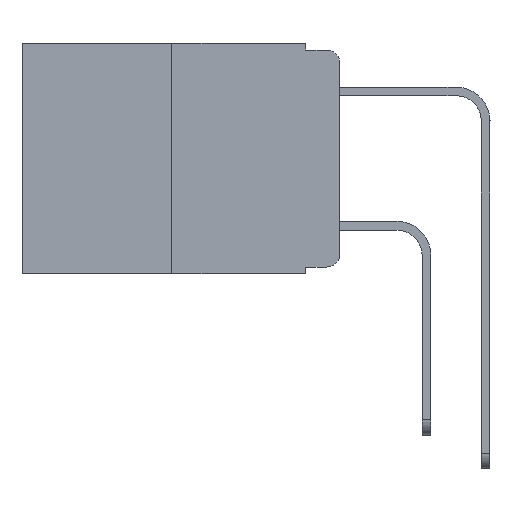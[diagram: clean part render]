
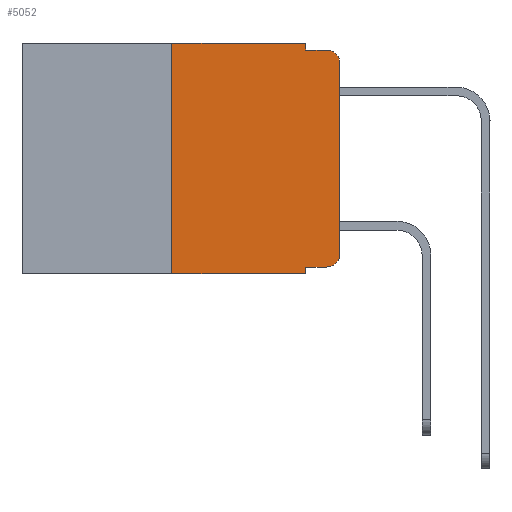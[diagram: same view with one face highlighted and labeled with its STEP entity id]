
A CAD part, left-side view. The second image highlights one B-rep face of the part: STEP entity #5052.
In plain terms, the highlighted planar face has unit normal (-1, 0, 0).
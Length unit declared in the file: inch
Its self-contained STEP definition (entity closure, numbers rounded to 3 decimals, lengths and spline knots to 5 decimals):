
#8 = EDGE_CURVE ( 'NONE', #11532, #3961, #5014, .T. ) ;
#247 = DIRECTION ( 'NONE',  ( -1., 0., 0. ) ) ;
#295 = VECTOR ( 'NONE', #4441, 39.37008 ) ;
#417 = CARTESIAN_POINT ( 'NONE',  ( 0., 0.051, -0.01 ) ) ;
#487 = CARTESIAN_POINT ( 'NONE',  ( 0., 0.25, -0.343 ) ) ;
#661 = LINE ( 'NONE', #5060, #9007 ) ;
#772 = EDGE_CURVE ( 'NONE', #4908, #6040, #8714, .T. ) ;
#830 = EDGE_LOOP ( 'NONE', ( #10670, #7976, #12414, #7489, #9183, #1451, #6831, #4670, #4836, #1267 ) ) ;
#841 = AXIS2_PLACEMENT_3D ( 'NONE', #7974, #247, #6977 ) ;
#1017 = EDGE_CURVE ( 'NONE', #3103, #6203, #4811, .T. ) ;
#1267 = ORIENTED_EDGE ( 'NONE', *, *, #772, .T. ) ;
#1451 = ORIENTED_EDGE ( 'NONE', *, *, #11704, .F. ) ;
#1641 = DIRECTION ( 'NONE',  ( 0., -1., 0. ) ) ;
#1666 = CARTESIAN_POINT ( 'NONE',  ( 0., 0.051, 0. ) ) ;
#1724 = CARTESIAN_POINT ( 'NONE',  ( 0., 0.473, -0.343 ) ) ;
#1889 = CARTESIAN_POINT ( 'NONE',  ( 0., 0., 0. ) ) ;
#1904 = CARTESIAN_POINT ( 'NONE',  ( 0., 0.051, -0.01 ) ) ;
#2436 = EDGE_CURVE ( 'NONE', #12636, #3961, #12725, .T. ) ;
#2721 = VERTEX_POINT ( 'NONE', #487 ) ;
#2804 = DIRECTION ( 'NONE',  ( 0., 0., -1. ) ) ;
#3103 = VERTEX_POINT ( 'NONE', #11212 ) ;
#3149 = CARTESIAN_POINT ( 'NONE',  ( 0., 0., -0.03 ) ) ;
#3306 = CARTESIAN_POINT ( 'NONE',  ( 0., 0.25, 0. ) ) ;
#3499 = CARTESIAN_POINT ( 'NONE',  ( 0., 0.473, 0. ) ) ;
#3547 = DIRECTION ( 'NONE',  ( 0., 0., -1. ) ) ;
#3961 = VERTEX_POINT ( 'NONE', #7657 ) ;
#4295 = VECTOR ( 'NONE', #2804, 39.37008 ) ;
#4441 = DIRECTION ( 'NONE',  ( 0., 0., 1. ) ) ;
#4670 = ORIENTED_EDGE ( 'NONE', *, *, #5068, .F. ) ;
#4680 = CARTESIAN_POINT ( 'NONE',  ( 0., 0.051, 0. ) ) ;
#4706 = LINE ( 'NONE', #4680, #12257 ) ;
#4811 = LINE ( 'NONE', #11330, #10197 ) ;
#4829 = LINE ( 'NONE', #1724, #12637 ) ;
#4836 = ORIENTED_EDGE ( 'NONE', *, *, #6763, .T. ) ;
#4908 = VERTEX_POINT ( 'NONE', #5394 ) ;
#4929 = VECTOR ( 'NONE', #7334, 39.37008 ) ;
#5014 = CIRCLE ( 'NONE', #841, 0.02 ) ;
#5052 = ADVANCED_FACE ( 'NONE', ( #12535 ), #8812, .F. ) ;
#5060 = CARTESIAN_POINT ( 'NONE',  ( 0., 0.051, -0.333 ) ) ;
#5068 = EDGE_CURVE ( 'NONE', #10651, #8878, #4706, .T. ) ;
#5394 = CARTESIAN_POINT ( 'NONE',  ( 0., 0.02, -0.333 ) ) ;
#5604 = AXIS2_PLACEMENT_3D ( 'NONE', #10762, #10666, #12808 ) ;
#6040 = VERTEX_POINT ( 'NONE', #7933 ) ;
#6163 = EDGE_CURVE ( 'NONE', #2721, #8878, #4829, .T. ) ;
#6203 = VERTEX_POINT ( 'NONE', #9237 ) ;
#6418 = CARTESIAN_POINT ( 'NONE',  ( 0., 0.051, -0.343 ) ) ;
#6651 = LINE ( 'NONE', #3306, #295 ) ;
#6763 = EDGE_CURVE ( 'NONE', #10651, #4908, #661, .T. ) ;
#6831 = ORIENTED_EDGE ( 'NONE', *, *, #6163, .T. ) ;
#6977 = DIRECTION ( 'NONE',  ( 0., 0., -1. ) ) ;
#7334 = DIRECTION ( 'NONE',  ( 0., 0., 1. ) ) ;
#7461 = LINE ( 'NONE', #1666, #4295 ) ;
#7489 = ORIENTED_EDGE ( 'NONE', *, *, #11135, .F. ) ;
#7545 = CARTESIAN_POINT ( 'NONE',  ( 0., 0.051, -0.333 ) ) ;
#7657 = CARTESIAN_POINT ( 'NONE',  ( 0., 0.02, -0.01 ) ) ;
#7933 = CARTESIAN_POINT ( 'NONE',  ( 0., 0., -0.313 ) ) ;
#7974 = CARTESIAN_POINT ( 'NONE',  ( 0., 0.02, -0.03 ) ) ;
#7976 = ORIENTED_EDGE ( 'NONE', *, *, #8, .T. ) ;
#8156 = EDGE_CURVE ( 'NONE', #6040, #11532, #8665, .T. ) ;
#8665 = LINE ( 'NONE', #1889, #4929 ) ;
#8714 = CIRCLE ( 'NONE', #5604, 0.02 ) ;
#8812 = PLANE ( 'NONE',  #9136 ) ;
#8878 = VERTEX_POINT ( 'NONE', #6418 ) ;
#9007 = VECTOR ( 'NONE', #1641, 39.37008 ) ;
#9136 = AXIS2_PLACEMENT_3D ( 'NONE', #3499, #9782, #3547 ) ;
#9183 = ORIENTED_EDGE ( 'NONE', *, *, #1017, .F. ) ;
#9200 = DIRECTION ( 'NONE',  ( 0., -1., 0. ) ) ;
#9237 = CARTESIAN_POINT ( 'NONE',  ( 0., 0.051, 0. ) ) ;
#9269 = DIRECTION ( 'NONE',  ( 0., -1., 0. ) ) ;
#9738 = DIRECTION ( 'NONE',  ( 0., 0., -1. ) ) ;
#9782 = DIRECTION ( 'NONE',  ( 1., 0., 0. ) ) ;
#10173 = DIRECTION ( 'NONE',  ( 0., -1., 0. ) ) ;
#10197 = VECTOR ( 'NONE', #10173, 39.37008 ) ;
#10304 = VECTOR ( 'NONE', #9269, 39.37008 ) ;
#10651 = VERTEX_POINT ( 'NONE', #7545 ) ;
#10666 = DIRECTION ( 'NONE',  ( -1., 0., 0. ) ) ;
#10670 = ORIENTED_EDGE ( 'NONE', *, *, #8156, .T. ) ;
#10762 = CARTESIAN_POINT ( 'NONE',  ( 0., 0.02, -0.313 ) ) ;
#11135 = EDGE_CURVE ( 'NONE', #6203, #12636, #7461, .T. ) ;
#11212 = CARTESIAN_POINT ( 'NONE',  ( 0., 0.25, 0. ) ) ;
#11330 = CARTESIAN_POINT ( 'NONE',  ( 0., 0.473, 0. ) ) ;
#11532 = VERTEX_POINT ( 'NONE', #3149 ) ;
#11704 = EDGE_CURVE ( 'NONE', #2721, #3103, #6651, .T. ) ;
#12257 = VECTOR ( 'NONE', #9738, 39.37008 ) ;
#12414 = ORIENTED_EDGE ( 'NONE', *, *, #2436, .F. ) ;
#12535 = FACE_OUTER_BOUND ( 'NONE', #830, .T. ) ;
#12636 = VERTEX_POINT ( 'NONE', #1904 ) ;
#12637 = VECTOR ( 'NONE', #9200, 39.37008 ) ;
#12725 = LINE ( 'NONE', #417, #10304 ) ;
#12808 = DIRECTION ( 'NONE',  ( 0., 0., -1. ) ) ;
